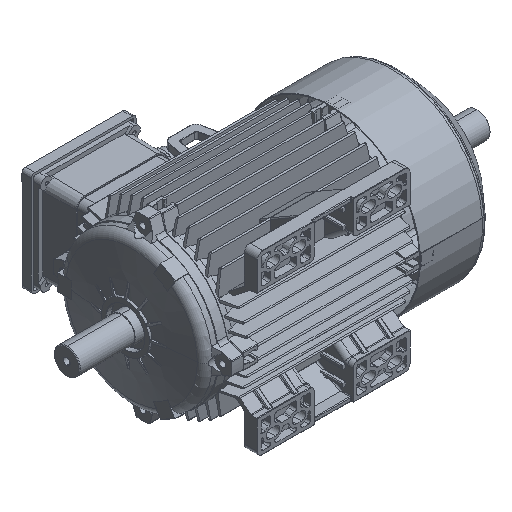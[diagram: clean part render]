
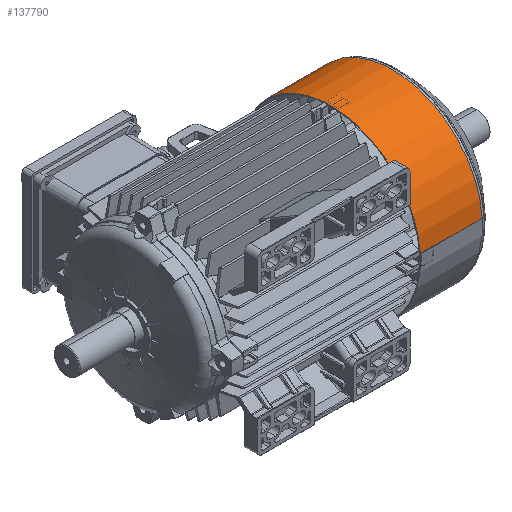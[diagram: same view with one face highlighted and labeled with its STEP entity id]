
A CAD part, isometric view. The second image highlights one B-rep face of the part: STEP entity #137790.
In plain terms, the highlighted cylindrical face has radius 131.5 mm (diameter 263 mm), a partial arc.
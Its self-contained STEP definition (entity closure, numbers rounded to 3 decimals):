
#30476 = VERTEX_POINT ( 'NONE', #84928 ) ;
#31358 = CYLINDRICAL_SURFACE ( 'NONE', #162753, 131.5 ) ;
#34389 = EDGE_CURVE ( 'NONE', #147743, #30476, #88867, .T. ) ;
#51079 = EDGE_LOOP ( 'NONE', ( #112331, #57972, #64900, #150168 ) ) ;
#53983 = EDGE_CURVE ( 'NONE', #186541, #30476, #112479, .T. ) ;
#55823 = LINE ( 'NONE', #89069, #88833 ) ;
#57240 = CARTESIAN_POINT ( 'NONE',  ( 90.538, 0., 0. ) ) ;
#57972 = ORIENTED_EDGE ( 'NONE', *, *, #149037, .T. ) ;
#64900 = ORIENTED_EDGE ( 'NONE', *, *, #34389, .T. ) ;
#70901 = DIRECTION ( 'NONE',  ( 0., 0., -1. ) ) ;
#73129 = CARTESIAN_POINT ( 'NONE',  ( 90.538, 0., -131.5 ) ) ;
#84928 = CARTESIAN_POINT ( 'NONE',  ( 0., 0., 131.5 ) ) ;
#88833 = VECTOR ( 'NONE', #115534, 1000. ) ;
#88867 = LINE ( 'NONE', #178954, #153822 ) ;
#89069 = CARTESIAN_POINT ( 'NONE',  ( 0., 0., -131.5 ) ) ;
#105443 = VERTEX_POINT ( 'NONE', #73129 ) ;
#108707 = CARTESIAN_POINT ( 'NONE',  ( 0., 0., 0. ) ) ;
#112331 = ORIENTED_EDGE ( 'NONE', *, *, #162636, .F. ) ;
#112479 = CIRCLE ( 'NONE', #118780, 131.5 ) ;
#115534 = DIRECTION ( 'NONE',  ( -1., 0., 0. ) ) ;
#115960 = DIRECTION ( 'NONE',  ( -1., 0., 0. ) ) ;
#118780 = AXIS2_PLACEMENT_3D ( 'NONE', #161821, #179389, #193103 ) ;
#137106 = DIRECTION ( 'NONE',  ( -1., 0., 0. ) ) ;
#137501 = AXIS2_PLACEMENT_3D ( 'NONE', #57240, #115960, #70901 ) ;
#137790 = ADVANCED_FACE ( 'NONE', ( #183112 ), #31358, .T. ) ;
#142935 = CARTESIAN_POINT ( 'NONE',  ( 0., 0., -131.5 ) ) ;
#147743 = VERTEX_POINT ( 'NONE', #179768 ) ;
#149037 = EDGE_CURVE ( 'NONE', #105443, #147743, #193825, .T. ) ;
#150168 = ORIENTED_EDGE ( 'NONE', *, *, #53983, .F. ) ;
#150868 = DIRECTION ( 'NONE',  ( 0., 0., 1. ) ) ;
#153822 = VECTOR ( 'NONE', #165257, 1000. ) ;
#161821 = CARTESIAN_POINT ( 'NONE',  ( 0., 0., 0. ) ) ;
#162636 = EDGE_CURVE ( 'NONE', #105443, #186541, #55823, .T. ) ;
#162753 = AXIS2_PLACEMENT_3D ( 'NONE', #108707, #137106, #150868 ) ;
#165257 = DIRECTION ( 'NONE',  ( -1., 0., 0. ) ) ;
#178954 = CARTESIAN_POINT ( 'NONE',  ( 0., 0., 131.5 ) ) ;
#179389 = DIRECTION ( 'NONE',  ( -1., 0., 0. ) ) ;
#179768 = CARTESIAN_POINT ( 'NONE',  ( 90.538, 0., 131.5 ) ) ;
#183112 = FACE_OUTER_BOUND ( 'NONE', #51079, .T. ) ;
#186541 = VERTEX_POINT ( 'NONE', #142935 ) ;
#193103 = DIRECTION ( 'NONE',  ( 0., 0., 1. ) ) ;
#193825 = CIRCLE ( 'NONE', #137501, 131.5 ) ;
